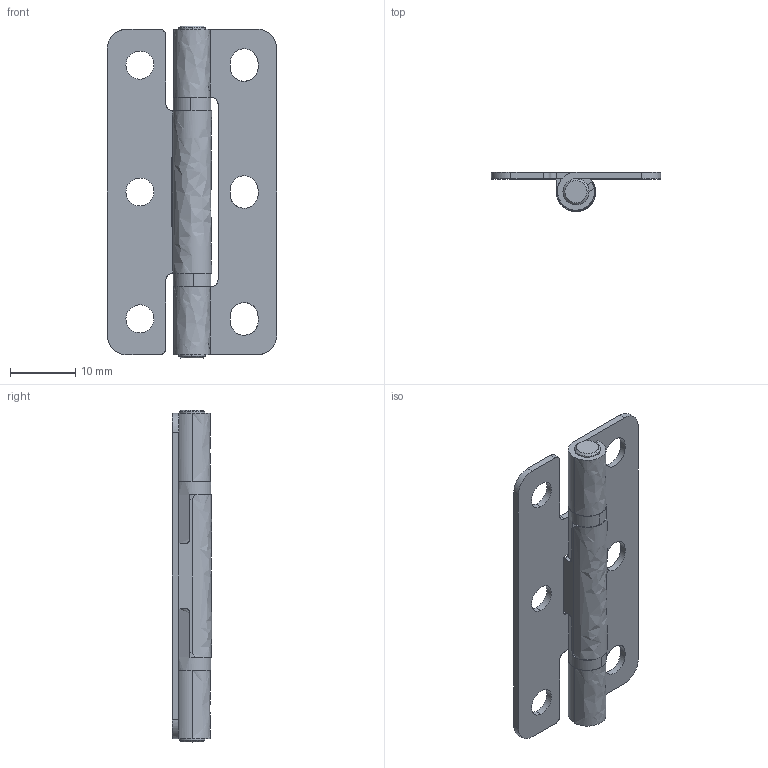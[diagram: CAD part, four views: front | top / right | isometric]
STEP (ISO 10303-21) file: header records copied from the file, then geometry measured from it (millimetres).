
FILE_DESCRIPTION((''),'2;1');
FILE_NAME('','2008-04-30T16:44:58',(''),(''),'','CADfix','');
FILE_SCHEMA(('AUTOMOTIVE_DESIGN { 1 0 10303 214 1 1 1 1 }'));
Length unit declared in the file: millimetre
Bounding box: 26 x 6 x 51 mm (x, y, z)
Volume: 2198.4 mm3; surface area: 4782.8 mm2
Topology: 6 solids, 6 shells, 124 faces, 374 edges, 264 vertices
Faces by surface type: bspline 124
Entity records: 4833 total; most frequent: CARTESIAN_POINT 2668, ORIENTED_EDGE 748, EDGE_CURVE 374, VERTEX_POINT 264, QUASI_UNIFORM_CURVE 182, EDGE_LOOP 144, FACE_OUTER_BOUND 124, ADVANCED_FACE 124
